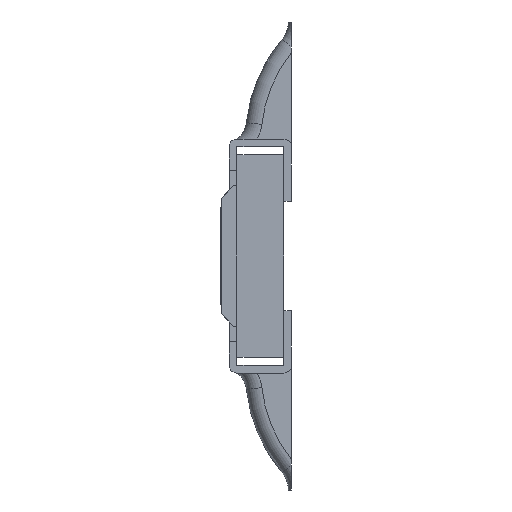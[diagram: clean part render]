
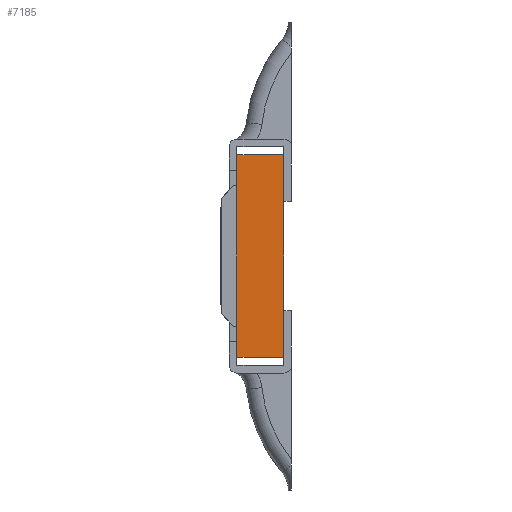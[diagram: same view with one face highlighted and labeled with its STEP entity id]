
A CAD part, left-side view. The second image highlights one B-rep face of the part: STEP entity #7185.
In plain terms, the highlighted planar face has unit normal (-1, 0, 0).
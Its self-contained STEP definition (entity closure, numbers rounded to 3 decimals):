
#45 = EDGE_CURVE ( 'NONE', #8080, #6024, #4547, .T. ) ;
#397 = DIRECTION ( 'NONE',  ( 0., -1., 0. ) ) ;
#1739 = VECTOR ( 'NONE', #7036, 1000. ) ;
#1861 = CARTESIAN_POINT ( 'NONE',  ( -1.6, 0.35, 0.65 ) ) ;
#2418 = EDGE_CURVE ( 'NONE', #7563, #6366, #4336, .T. ) ;
#2492 = CARTESIAN_POINT ( 'NONE',  ( -1.6, 0.35, 0.65 ) ) ;
#2666 = EDGE_LOOP ( 'NONE', ( #3309, #4240, #9852, #4192 ) ) ;
#2843 = CARTESIAN_POINT ( 'NONE',  ( -1.6, 0.35, -0.65 ) ) ;
#2884 = CARTESIAN_POINT ( 'NONE',  ( -1.6, 0.35, -0.65 ) ) ;
#3175 = VECTOR ( 'NONE', #8957, 1000. ) ;
#3309 = ORIENTED_EDGE ( 'NONE', *, *, #45, .T. ) ;
#3488 = CARTESIAN_POINT ( 'NONE',  ( -1.6, 0.35, -0.65 ) ) ;
#3822 = EDGE_CURVE ( 'NONE', #7563, #8080, #4337, .T. ) ;
#4192 = ORIENTED_EDGE ( 'NONE', *, *, #3822, .T. ) ;
#4240 = ORIENTED_EDGE ( 'NONE', *, *, #5537, .F. ) ;
#4336 = LINE ( 'NONE', #2843, #3175 ) ;
#4337 = LINE ( 'NONE', #3488, #9077 ) ;
#4547 = LINE ( 'NONE', #7610, #7377 ) ;
#5141 = PLANE ( 'NONE',  #6621 ) ;
#5209 = DIRECTION ( 'NONE',  ( 0., 0., 1. ) ) ;
#5537 = EDGE_CURVE ( 'NONE', #6366, #6024, #7130, .T. ) ;
#6024 = VERTEX_POINT ( 'NONE', #9316 ) ;
#6067 = CARTESIAN_POINT ( 'NONE',  ( -1.6, 0.05, -0.65 ) ) ;
#6366 = VERTEX_POINT ( 'NONE', #2492 ) ;
#6621 = AXIS2_PLACEMENT_3D ( 'NONE', #8854, #9549, #7309 ) ;
#7036 = DIRECTION ( 'NONE',  ( 0., -1., 0. ) ) ;
#7130 = LINE ( 'NONE', #1861, #1739 ) ;
#7185 = ADVANCED_FACE ( 'NONE', ( #8809 ), #5141, .F. ) ;
#7309 = DIRECTION ( 'NONE',  ( 0., 0., -1. ) ) ;
#7377 = VECTOR ( 'NONE', #5209, 1000. ) ;
#7563 = VERTEX_POINT ( 'NONE', #2884 ) ;
#7610 = CARTESIAN_POINT ( 'NONE',  ( -1.6, 0.05, -0.65 ) ) ;
#8080 = VERTEX_POINT ( 'NONE', #6067 ) ;
#8809 = FACE_OUTER_BOUND ( 'NONE', #2666, .T. ) ;
#8854 = CARTESIAN_POINT ( 'NONE',  ( -1.6, 0.35, -0.65 ) ) ;
#8957 = DIRECTION ( 'NONE',  ( 0., 0., 1. ) ) ;
#9077 = VECTOR ( 'NONE', #397, 1000. ) ;
#9316 = CARTESIAN_POINT ( 'NONE',  ( -1.6, 0.05, 0.65 ) ) ;
#9549 = DIRECTION ( 'NONE',  ( 1., 0., 0. ) ) ;
#9852 = ORIENTED_EDGE ( 'NONE', *, *, #2418, .F. ) ;
